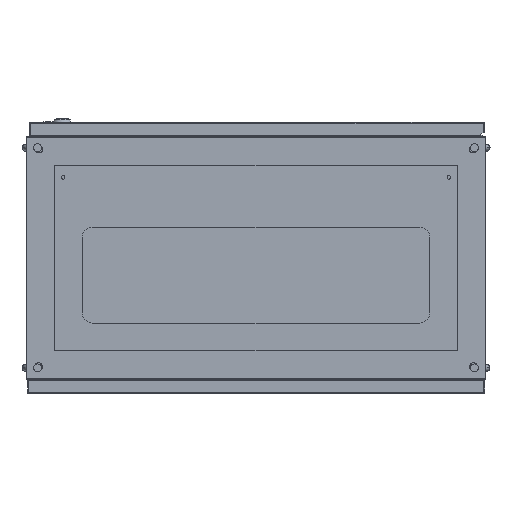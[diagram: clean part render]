
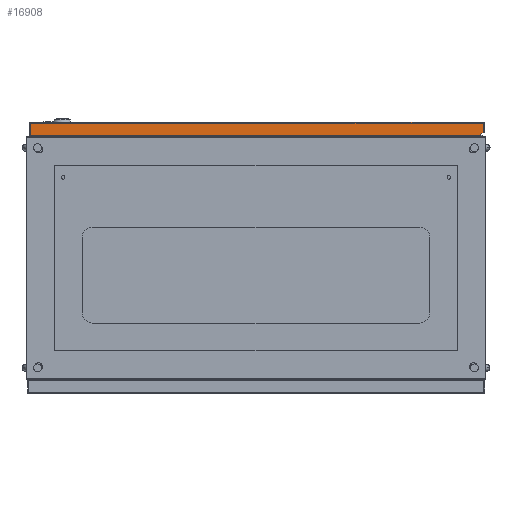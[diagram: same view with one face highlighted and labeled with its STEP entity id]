
A CAD part, front view. The second image highlights one B-rep face of the part: STEP entity #16908.
In plain terms, the highlighted planar face has unit normal (0, -1, 0).
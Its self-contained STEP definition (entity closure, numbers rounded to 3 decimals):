
#3727 = ORIENTED_EDGE ( 'NONE', *, *, #11706, .F. ) ;
#3902 = EDGE_CURVE ( 'NONE', #71051, #63470, #37211, .T. ) ;
#5700 = EDGE_CURVE ( 'NONE', #63470, #38422, #27547, .T. ) ;
#6304 = EDGE_CURVE ( 'NONE', #16086, #71051, #63886, .T. ) ;
#8472 = LINE ( 'NONE', #74278, #75167 ) ;
#9869 = VECTOR ( 'NONE', #62470, 1000. ) ;
#11570 = VECTOR ( 'NONE', #78987, 1000. ) ;
#11706 = EDGE_CURVE ( 'NONE', #69025, #16086, #27605, .T. ) ;
#16086 = VERTEX_POINT ( 'NONE', #30622 ) ;
#16908 = ADVANCED_FACE ( 'NONE', ( #22548 ), #33057, .T. ) ;
#18715 = DIRECTION ( 'NONE',  ( -1., 0., 0. ) ) ;
#19990 = DIRECTION ( 'NONE',  ( 0., -1., 0. ) ) ;
#22548 = FACE_OUTER_BOUND ( 'NONE', #71856, .T. ) ;
#23211 = ORIENTED_EDGE ( 'NONE', *, *, #5700, .F. ) ;
#25503 = DIRECTION ( 'NONE',  ( -0.822, 0., -0.569 ) ) ;
#27547 = LINE ( 'NONE', #82901, #9869 ) ;
#27605 = LINE ( 'NONE', #85555, #63066 ) ;
#28359 = DIRECTION ( 'NONE',  ( -1., 0., 0. ) ) ;
#30010 = VERTEX_POINT ( 'NONE', #78276 ) ;
#30223 = VECTOR ( 'NONE', #18715, 1000. ) ;
#30238 = CARTESIAN_POINT ( 'NONE',  ( 0., -893.5, -24. ) ) ;
#30622 = CARTESIAN_POINT ( 'NONE',  ( 782.5, -893.5, -22.5 ) ) ;
#33057 = PLANE ( 'NONE',  #81128 ) ;
#35000 = DIRECTION ( 'NONE',  ( 0., 0., -1. ) ) ;
#37211 = LINE ( 'NONE', #54866, #52900 ) ;
#37615 = CARTESIAN_POINT ( 'NONE',  ( 790.5, -893.5, -18. ) ) ;
#38422 = VERTEX_POINT ( 'NONE', #63763 ) ;
#40319 = ORIENTED_EDGE ( 'NONE', *, *, #42935, .F. ) ;
#40677 = ORIENTED_EDGE ( 'NONE', *, *, #71848, .F. ) ;
#41036 = DIRECTION ( 'NONE',  ( 1., 0., 0. ) ) ;
#42935 = EDGE_CURVE ( 'NONE', #38422, #30010, #8472, .T. ) ;
#46215 = VECTOR ( 'NONE', #35000, 1000. ) ;
#48478 = CARTESIAN_POINT ( 'NONE',  ( 782.5, -893.5, -24. ) ) ;
#52239 = CARTESIAN_POINT ( 'NONE',  ( 0., -893.5, -18. ) ) ;
#52900 = VECTOR ( 'NONE', #28359, 1000. ) ;
#53210 = CARTESIAN_POINT ( 'NONE',  ( 0., -893.5, -1.5 ) ) ;
#54373 = ORIENTED_EDGE ( 'NONE', *, *, #84185, .T. ) ;
#54866 = CARTESIAN_POINT ( 'NONE',  ( 790.5, -893.5, -24. ) ) ;
#60860 = ORIENTED_EDGE ( 'NONE', *, *, #6304, .F. ) ;
#62470 = DIRECTION ( 'NONE',  ( 0., 0., 1. ) ) ;
#63066 = VECTOR ( 'NONE', #25503, 1000. ) ;
#63470 = VERTEX_POINT ( 'NONE', #30238 ) ;
#63763 = CARTESIAN_POINT ( 'NONE',  ( 0., -893.5, 0. ) ) ;
#63886 = LINE ( 'NONE', #68245, #46215 ) ;
#65647 = LINE ( 'NONE', #52239, #30223 ) ;
#66586 = DIRECTION ( 'NONE',  ( 0., 0., -1. ) ) ;
#67122 = CARTESIAN_POINT ( 'NONE',  ( 789., -893.5, -18. ) ) ;
#67322 = ORIENTED_EDGE ( 'NONE', *, *, #3902, .F. ) ;
#68245 = CARTESIAN_POINT ( 'NONE',  ( 782.5, -893.5, -1.5 ) ) ;
#69025 = VERTEX_POINT ( 'NONE', #67122 ) ;
#71051 = VERTEX_POINT ( 'NONE', #48478 ) ;
#71848 = EDGE_CURVE ( 'NONE', #81382, #69025, #65647, .T. ) ;
#71856 = EDGE_LOOP ( 'NONE', ( #60860, #3727, #40677, #54373, #40319, #23211, #67322 ) ) ;
#71995 = CARTESIAN_POINT ( 'NONE',  ( 790.5, -893.5, -1.5 ) ) ;
#74278 = CARTESIAN_POINT ( 'NONE',  ( 0., -893.5, 0. ) ) ;
#75167 = VECTOR ( 'NONE', #41036, 1000. ) ;
#78276 = CARTESIAN_POINT ( 'NONE',  ( 790.5, -893.5, 0. ) ) ;
#78987 = DIRECTION ( 'NONE',  ( 0., 0., 1. ) ) ;
#81128 = AXIS2_PLACEMENT_3D ( 'NONE', #53210, #19990, #66586 ) ;
#81382 = VERTEX_POINT ( 'NONE', #37615 ) ;
#82461 = LINE ( 'NONE', #71995, #11570 ) ;
#82901 = CARTESIAN_POINT ( 'NONE',  ( 0., -893.5, -1.5 ) ) ;
#84185 = EDGE_CURVE ( 'NONE', #81382, #30010, #82461, .T. ) ;
#85555 = CARTESIAN_POINT ( 'NONE',  ( 263.358, -893.5, -381.906 ) ) ;
